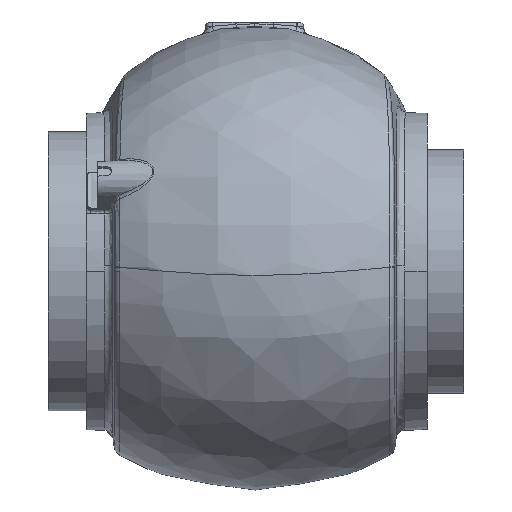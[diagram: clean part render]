
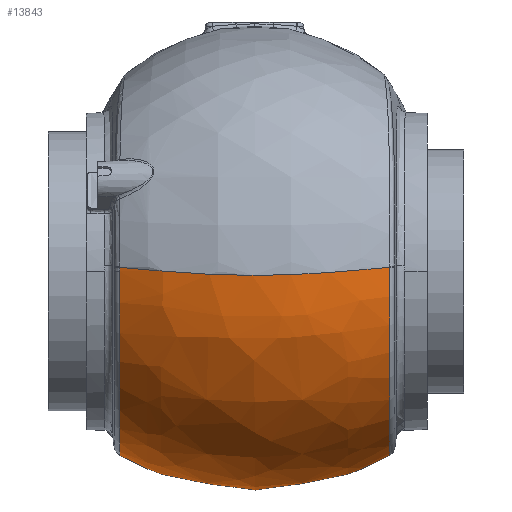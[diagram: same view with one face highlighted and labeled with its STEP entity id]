
A CAD part, left-side view. The second image highlights one B-rep face of the part: STEP entity #13843.
In plain terms, the highlighted free-form (B-spline) face has degree [3, 3] with [4, 4] control points.
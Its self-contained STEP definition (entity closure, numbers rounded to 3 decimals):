
#564 = CARTESIAN_POINT ( 'NONE',  ( 4.906, 39.122, 536.986 ) ) ;
#648 = AXIS2_PLACEMENT_3D ( 'NONE', #11709, #1012, #4752 ) ;
#971 = CARTESIAN_POINT ( 'NONE',  ( 44.654, -38.698, 558.383 ) ) ;
#972 = CARTESIAN_POINT ( 'NONE',  ( -32.722, 38.698, 606.174 ) ) ;
#1012 = DIRECTION ( 'NONE',  ( 0., -1., 0. ) ) ;
#1128 = CARTESIAN_POINT ( 'NONE',  ( 44.654, 38.699, 558.383 ) ) ;
#1261 = CARTESIAN_POINT ( 'NONE',  ( 20., 38.698, 605. ) ) ;
#1278 = CARTESIAN_POINT ( 'NONE',  ( 45.884, -30.246, 554.222 ) ) ;
#1534 = CARTESIAN_POINT ( 'NONE',  ( -40.204, -20.793, 604.609 ) ) ;
#1812 = CARTESIAN_POINT ( 'NONE',  ( 45.121, -39.122, 558.901 ) ) ;
#2047 = CARTESIAN_POINT ( 'NONE',  ( -34.059, 39.122, 561.053 ) ) ;
#2325 = CIRCLE ( 'NONE', #8536, 52.735 ) ;
#2372 = VERTEX_POINT ( 'NONE', #972 ) ;
#2768 = EDGE_CURVE ( 'NONE', #2372, #8038, #5510, .T. ) ;
#3209 = CARTESIAN_POINT ( 'NONE',  ( 0.898, -14.255, 518.925 ) ) ;
#3492 = ORIENTED_EDGE ( 'NONE', *, *, #9380, .F. ) ;
#3600 = CARTESIAN_POINT ( 'NONE',  ( 20., -38.698, 552.265 ) ) ;
#3730 = DIRECTION ( 'NONE',  ( 0., 1., 0. ) ) ;
#3750 =( BOUNDED_SURFACE ( )  B_SPLINE_SURFACE ( 3, 3, ( 
 ( #6479, #564, #2047, #7959 ),
 ( #5321, #4388, #7654, #9140 ),
 ( #13918, #3209, #12504, #11341 ),
 ( #1812, #12740, #5629, #7807 ) ),
 .UNSPECIFIED., .F., .F., .F. ) 
 B_SPLINE_SURFACE_WITH_KNOTS ( ( 4, 4 ),
 ( 4, 4 ),
 ( 0., 1. ),
 ( 0., 1. ),
 .UNSPECIFIED. ) 
 GEOMETRIC_REPRESENTATION_ITEM ( )  RATIONAL_B_SPLINE_SURFACE ( (
 ( 1., 0.664, 0.664, 1.),
 ( 0.915, 0.607, 0.607, 0.915),
 ( 0.915, 0.607, 0.607, 0.915),
 ( 1., 0.664, 0.664, 1.) ) ) 
 REPRESENTATION_ITEM ( '' )  SURFACE ( )  );
#3788 = CARTESIAN_POINT ( 'NONE',  ( -36.993, 30.246, 605.411 ) ) ;
#3893 = CIRCLE ( 'NONE', #648, 52.735 ) ;
#4388 = CARTESIAN_POINT ( 'NONE',  ( 0.898, 14.255, 518.925 ) ) ;
#4563 = CARTESIAN_POINT ( 'NONE',  ( 45.89, 30.248, 554.219 ) ) ;
#4752 = DIRECTION ( 'NONE',  ( 1., 0., 0. ) ) ;
#5321 = CARTESIAN_POINT ( 'NONE',  ( 51.793, 14.255, 546.659 ) ) ;
#5334 = VERTEX_POINT ( 'NONE', #3600 ) ;
#5510 = CIRCLE ( 'NONE', #14252, 52.735 ) ;
#5523 = EDGE_CURVE ( 'NONE', #2372, #11184, #11348, .T. ) ;
#5623 = CARTESIAN_POINT ( 'NONE',  ( 44.654, -38.698, 558.383 ) ) ;
#5629 = CARTESIAN_POINT ( 'NONE',  ( -34.059, -39.122, 561.053 ) ) ;
#5863 = DIRECTION ( 'NONE',  ( 1., 0., 0. ) ) ;
#5881 = CARTESIAN_POINT ( 'NONE',  ( 45.103, -36.084, 556.985 ) ) ;
#5894 = CARTESIAN_POINT ( 'NONE',  ( 20., -38.698, 605. ) ) ;
#6032 = CARTESIAN_POINT ( 'NONE',  ( 46.606, -20.793, 550.991 ) ) ;
#6060 = CARTESIAN_POINT ( 'NONE',  ( -40.205, 20.793, 604.61 ) ) ;
#6285 = CARTESIAN_POINT ( 'NONE',  ( -32.722, -38.699, 606.174 ) ) ;
#6479 = CARTESIAN_POINT ( 'NONE',  ( 45.121, 39.122, 558.901 ) ) ;
#6950 = B_SPLINE_CURVE_WITH_KNOTS ( 'NONE', 3,
 ( #971, #5881, #1278, #6032, #10499, #11903, #6966, #15272, #4563, #13000, #1128 ),
 .UNSPECIFIED., .F., .F.,
 ( 4, 1, 1, 1, 1, 1, 1, 1, 4 ),
 ( 0., 0.111, 0.241, 0.37, 0.5, 0.63, 0.759, 0.889, 1. ),
 .UNSPECIFIED. ) ;
#6966 = CARTESIAN_POINT ( 'NONE',  ( 46.986, 10.494, 548.894 ) ) ;
#7058 = VERTEX_POINT ( 'NONE', #10911 ) ;
#7447 = CARTESIAN_POINT ( 'NONE',  ( -32.722, 38.698, 606.174 ) ) ;
#7459 = ORIENTED_EDGE ( 'NONE', *, *, #14458, .T. ) ;
#7545 = VERTEX_POINT ( 'NONE', #5623 ) ;
#7654 = CARTESIAN_POINT ( 'NONE',  ( -48.415, 14.255, 549.382 ) ) ;
#7726 = FACE_OUTER_BOUND ( 'NONE', #7955, .T. ) ;
#7807 = CARTESIAN_POINT ( 'NONE',  ( -32.468, -39.122, 606.824 ) ) ;
#7955 = EDGE_LOOP ( 'NONE', ( #3492, #12795, #10917, #13245, #10179, #7459 ) ) ;
#7959 = CARTESIAN_POINT ( 'NONE',  ( -32.468, 39.122, 606.824 ) ) ;
#8038 = VERTEX_POINT ( 'NONE', #10216 ) ;
#8536 = AXIS2_PLACEMENT_3D ( 'NONE', #5894, #10670, #15440 ) ;
#8734 = EDGE_CURVE ( 'NONE', #7545, #5334, #2325, .T. ) ;
#8919 = CARTESIAN_POINT ( 'NONE',  ( -32.722, -38.699, 606.174 ) ) ;
#9140 = CARTESIAN_POINT ( 'NONE',  ( -46.401, 14.255, 607.308 ) ) ;
#9380 = EDGE_CURVE ( 'NONE', #7545, #7058, #6950, .T. ) ;
#9609 = DIRECTION ( 'NONE',  ( 0., -1., 0. ) ) ;
#10179 = ORIENTED_EDGE ( 'NONE', *, *, #2768, .T. ) ;
#10216 = CARTESIAN_POINT ( 'NONE',  ( -32.735, 38.698, 605. ) ) ;
#10499 = CARTESIAN_POINT ( 'NONE',  ( 46.986, -10.494, 548.894 ) ) ;
#10670 = DIRECTION ( 'NONE',  ( 0., 1., 0. ) ) ;
#10911 = CARTESIAN_POINT ( 'NONE',  ( 44.654, 38.699, 558.383 ) ) ;
#10917 = ORIENTED_EDGE ( 'NONE', *, *, #14588, .T. ) ;
#11184 = VERTEX_POINT ( 'NONE', #8919 ) ;
#11341 = CARTESIAN_POINT ( 'NONE',  ( -46.401, -14.255, 607.308 ) ) ;
#11348 = B_SPLINE_CURVE_WITH_KNOTS ( 'NONE', 3,
 ( #7447, #11923, #3788, #6060, #13411, #14503, #11996, #1534, #13179, #13330, #6285 ),
 .UNSPECIFIED., .F., .F.,
 ( 4, 1, 1, 1, 1, 1, 1, 1, 4 ),
 ( 0., 0.111, 0.241, 0.37, 0.5, 0.63, 0.759, 0.889, 1. ),
 .UNSPECIFIED. ) ;
#11709 = CARTESIAN_POINT ( 'NONE',  ( 20., 38.698, 605. ) ) ;
#11903 = CARTESIAN_POINT ( 'NONE',  ( 47.1, 0., 548.184 ) ) ;
#11923 = CARTESIAN_POINT ( 'NONE',  ( -34.172, 36.084, 605.949 ) ) ;
#11996 = CARTESIAN_POINT ( 'NONE',  ( -42.251, -10.494, 604.011 ) ) ;
#12093 = DIRECTION ( 'NONE',  ( 0., 0., 1. ) ) ;
#12504 = CARTESIAN_POINT ( 'NONE',  ( -48.415, -14.255, 549.382 ) ) ;
#12618 = AXIS2_PLACEMENT_3D ( 'NONE', #14443, #3730, #12093 ) ;
#12740 = CARTESIAN_POINT ( 'NONE',  ( 4.906, -39.122, 536.986 ) ) ;
#12795 = ORIENTED_EDGE ( 'NONE', *, *, #8734, .T. ) ;
#13000 = CARTESIAN_POINT ( 'NONE',  ( 45.103, 36.085, 556.985 ) ) ;
#13179 = CARTESIAN_POINT ( 'NONE',  ( -36.998, -30.248, 605.415 ) ) ;
#13245 = ORIENTED_EDGE ( 'NONE', *, *, #5523, .F. ) ;
#13330 = CARTESIAN_POINT ( 'NONE',  ( -34.173, -36.085, 605.95 ) ) ;
#13411 = CARTESIAN_POINT ( 'NONE',  ( -42.251, 10.494, 604.011 ) ) ;
#13843 = ADVANCED_FACE ( 'NONE', ( #7726 ), #3750, .T. ) ;
#13918 = CARTESIAN_POINT ( 'NONE',  ( 51.793, -14.255, 546.659 ) ) ;
#14122 = CIRCLE ( 'NONE', #12618, 52.735 ) ;
#14252 = AXIS2_PLACEMENT_3D ( 'NONE', #1261, #9609, #5863 ) ;
#14443 = CARTESIAN_POINT ( 'NONE',  ( 20., -38.698, 605. ) ) ;
#14458 = EDGE_CURVE ( 'NONE', #8038, #7058, #3893, .T. ) ;
#14503 = CARTESIAN_POINT ( 'NONE',  ( -42.936, 0., 603.795 ) ) ;
#14588 = EDGE_CURVE ( 'NONE', #5334, #11184, #14122, .T. ) ;
#15272 = CARTESIAN_POINT ( 'NONE',  ( 46.604, 20.793, 550.992 ) ) ;
#15440 = DIRECTION ( 'NONE',  ( 0., 0., 1. ) ) ;
